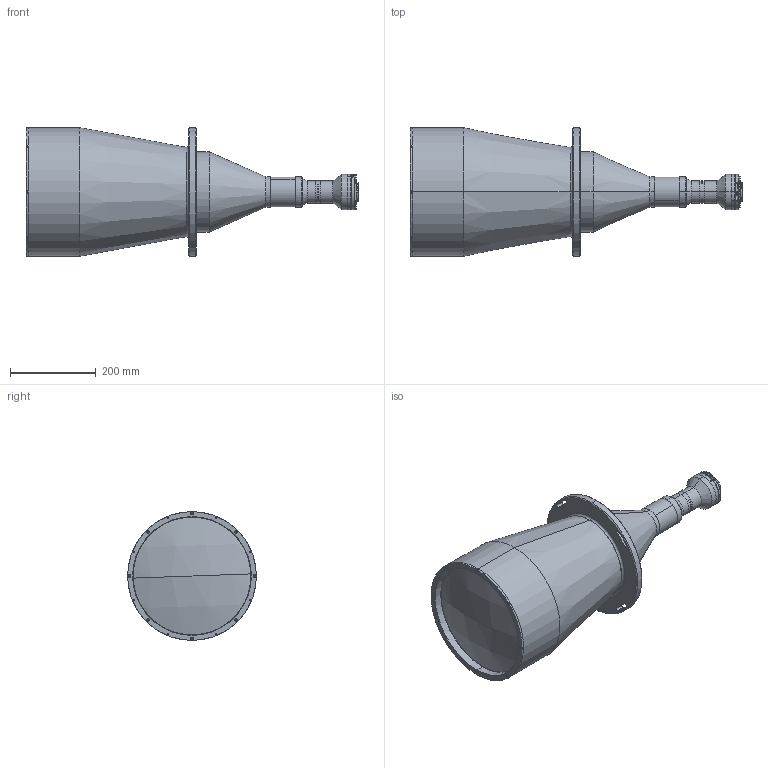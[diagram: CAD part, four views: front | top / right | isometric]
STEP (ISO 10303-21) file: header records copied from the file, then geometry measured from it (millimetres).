
FILE_DESCRIPTION (( 'STEP AP203' ), '1' );
FILE_NAME ('XF-PTL26832-F.STEP', '2019-07-23T02:42:55', ( 'lawlynn' ), ( '' ), 'SwSTEP 2.0', 'SolidWorks 2014', '' );
FILE_SCHEMA (( 'CONFIG_CONTROL_DESIGN' ));
Length unit declared in the file: millimetre
Products named in the file (1): XF-PTL26832-F
Bounding box: 773.94 x 300 x 300 mm (x, y, z)
Surface area: 690838.7 mm2 (no closed solid volume)
Topology: 0 solids, 50 shells, 325 faces, 1446 edges, 1168 vertices
Faces by surface type: cylinder 148, plane 107, torus 38, cone 26, sphere 4, bspline 2
Entity records: 20077 total; most frequent: CARTESIAN_POINT 8304, DIRECTION 2473, ORIENTED_EDGE 2037, EDGE_CURVE 1446, VERTEX_POINT 1168, AXIS2_PLACEMENT_3D 947, CIRCLE 623, LINE 579
